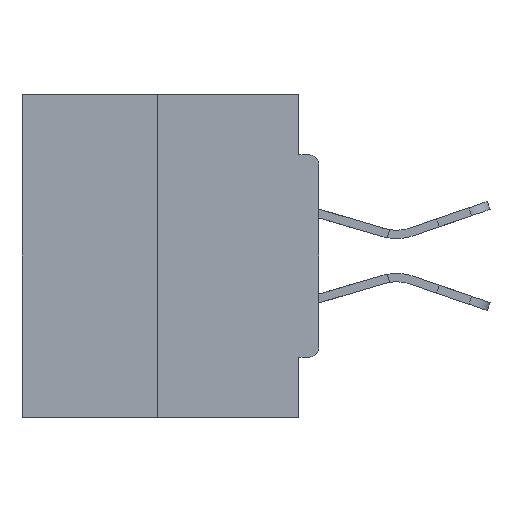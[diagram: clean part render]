
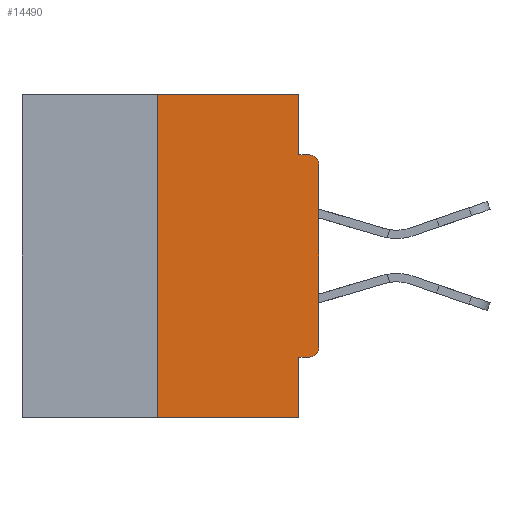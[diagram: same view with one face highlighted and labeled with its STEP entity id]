
A CAD part, left-side view. The second image highlights one B-rep face of the part: STEP entity #14490.
In plain terms, the highlighted planar face has unit normal (-1, 0, 0).
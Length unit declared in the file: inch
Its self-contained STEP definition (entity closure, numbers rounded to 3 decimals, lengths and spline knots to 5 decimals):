
#855 = VECTOR ( 'NONE', #25049, 39.37008 ) ;
#919 = ORIENTED_EDGE ( 'NONE', *, *, #21310, .T. ) ;
#1242 = EDGE_CURVE ( 'NONE', #28312, #33346, #22007, .T. ) ;
#1357 = VERTEX_POINT ( 'NONE', #25451 ) ;
#1676 = CIRCLE ( 'NONE', #8027, 0.015 ) ;
#2871 = LINE ( 'NONE', #14089, #19758 ) ;
#3375 = CARTESIAN_POINT ( 'NONE',  ( 0., 0., -0.1085 ) ) ;
#3541 = CARTESIAN_POINT ( 'NONE',  ( 0., 0.031, 0. ) ) ;
#3722 = ORIENTED_EDGE ( 'NONE', *, *, #1242, .F. ) ;
#3842 = ORIENTED_EDGE ( 'NONE', *, *, #27112, .F. ) ;
#5069 = EDGE_CURVE ( 'NONE', #29054, #12504, #25880, .T. ) ;
#5141 = VECTOR ( 'NONE', #18654, 39.37008 ) ;
#5381 = CARTESIAN_POINT ( 'NONE',  ( 0., 0.031, -0.0935 ) ) ;
#5595 = LINE ( 'NONE', #3541, #18371 ) ;
#5668 = ORIENTED_EDGE ( 'NONE', *, *, #14107, .T. ) ;
#6193 = DIRECTION ( 'NONE',  ( 0., 1., 0. ) ) ;
#6533 = VERTEX_POINT ( 'NONE', #20107 ) ;
#6596 = CARTESIAN_POINT ( 'NONE',  ( 0., 0.015, -0.3915 ) ) ;
#7424 = CARTESIAN_POINT ( 'NONE',  ( 0., 0.46, -0.5 ) ) ;
#8027 = AXIS2_PLACEMENT_3D ( 'NONE', #9676, #22420, #17472 ) ;
#9676 = CARTESIAN_POINT ( 'NONE',  ( 0., 0.015, -0.1085 ) ) ;
#10482 = CARTESIAN_POINT ( 'NONE',  ( 0., 0.46, 0. ) ) ;
#10497 = CARTESIAN_POINT ( 'NONE',  ( 0., 0.031, 0. ) ) ;
#11136 = CARTESIAN_POINT ( 'NONE',  ( 0., 0., -0.4065 ) ) ;
#11413 = ORIENTED_EDGE ( 'NONE', *, *, #5069, .F. ) ;
#11711 = VECTOR ( 'NONE', #6193, 39.37008 ) ;
#12148 = ORIENTED_EDGE ( 'NONE', *, *, #18451, .T. ) ;
#12504 = VERTEX_POINT ( 'NONE', #10497 ) ;
#12792 = ORIENTED_EDGE ( 'NONE', *, *, #18816, .F. ) ;
#12883 = CARTESIAN_POINT ( 'NONE',  ( 0., 0.25, 0. ) ) ;
#14089 = CARTESIAN_POINT ( 'NONE',  ( 0., 0., -0.0935 ) ) ;
#14107 = EDGE_CURVE ( 'NONE', #6533, #33346, #24439, .T. ) ;
#14490 = ADVANCED_FACE ( 'NONE', ( #20712 ), #15383, .F. ) ;
#14524 = DIRECTION ( 'NONE',  ( 1., 0., 0. ) ) ;
#14716 = DIRECTION ( 'NONE',  ( 0., 0., -1. ) ) ;
#14879 = CARTESIAN_POINT ( 'NONE',  ( 0., 0.25, 0. ) ) ;
#15383 = PLANE ( 'NONE',  #33470 ) ;
#15488 = CARTESIAN_POINT ( 'NONE',  ( 0., 0.015, -0.0935 ) ) ;
#15552 = VERTEX_POINT ( 'NONE', #26383 ) ;
#16387 = EDGE_CURVE ( 'NONE', #17916, #25270, #1676, .T. ) ;
#17472 = DIRECTION ( 'NONE',  ( 0., 0., -1. ) ) ;
#17916 = VERTEX_POINT ( 'NONE', #3375 ) ;
#18034 = CARTESIAN_POINT ( 'NONE',  ( 0., 0.031, -0.4065 ) ) ;
#18371 = VECTOR ( 'NONE', #24799, 39.37008 ) ;
#18451 = EDGE_CURVE ( 'NONE', #1357, #15552, #29880, .T. ) ;
#18654 = DIRECTION ( 'NONE',  ( 0., -1., 0. ) ) ;
#18816 = EDGE_CURVE ( 'NONE', #12504, #28403, #5595, .T. ) ;
#19758 = VECTOR ( 'NONE', #23069, 39.37008 ) ;
#20107 = CARTESIAN_POINT ( 'NONE',  ( 0., 0.25, -0.5 ) ) ;
#20712 = FACE_OUTER_BOUND ( 'NONE', #26847, .T. ) ;
#21310 = EDGE_CURVE ( 'NONE', #15552, #17916, #21824, .T. ) ;
#21824 = LINE ( 'NONE', #24698, #855 ) ;
#22007 = LINE ( 'NONE', #31808, #25693 ) ;
#22170 = AXIS2_PLACEMENT_3D ( 'NONE', #6596, #30445, #14716 ) ;
#22420 = DIRECTION ( 'NONE',  ( -1., 0., 0. ) ) ;
#22704 = ORIENTED_EDGE ( 'NONE', *, *, #16387, .T. ) ;
#22762 = ORIENTED_EDGE ( 'NONE', *, *, #30214, .F. ) ;
#23069 = DIRECTION ( 'NONE',  ( 0., -1., 0. ) ) ;
#23235 = DIRECTION ( 'NONE',  ( 0., -1., 0. ) ) ;
#23693 = DIRECTION ( 'NONE',  ( 0., 0., -1. ) ) ;
#24439 = LINE ( 'NONE', #7424, #5141 ) ;
#24698 = CARTESIAN_POINT ( 'NONE',  ( 0., 0., 0. ) ) ;
#24734 = VECTOR ( 'NONE', #28741, 39.37008 ) ;
#24799 = DIRECTION ( 'NONE',  ( 0., 0., -1. ) ) ;
#25049 = DIRECTION ( 'NONE',  ( 0., 0., 1. ) ) ;
#25270 = VERTEX_POINT ( 'NONE', #15488 ) ;
#25451 = CARTESIAN_POINT ( 'NONE',  ( 0., 0.015, -0.4065 ) ) ;
#25577 = CARTESIAN_POINT ( 'NONE',  ( 0., 0.031, -0.5 ) ) ;
#25693 = VECTOR ( 'NONE', #31579, 39.37008 ) ;
#25880 = LINE ( 'NONE', #10482, #30806 ) ;
#26338 = EDGE_CURVE ( 'NONE', #6533, #29054, #29642, .T. ) ;
#26383 = CARTESIAN_POINT ( 'NONE',  ( 0., 0., -0.3915 ) ) ;
#26847 = EDGE_LOOP ( 'NONE', ( #11413, #29034, #5668, #3722, #22762, #12148, #919, #22704, #3842, #12792 ) ) ;
#27112 = EDGE_CURVE ( 'NONE', #28403, #25270, #2871, .T. ) ;
#28312 = VERTEX_POINT ( 'NONE', #18034 ) ;
#28403 = VERTEX_POINT ( 'NONE', #5381 ) ;
#28741 = DIRECTION ( 'NONE',  ( 0., 0., 1. ) ) ;
#29034 = ORIENTED_EDGE ( 'NONE', *, *, #26338, .F. ) ;
#29054 = VERTEX_POINT ( 'NONE', #14879 ) ;
#29642 = LINE ( 'NONE', #12883, #24734 ) ;
#29880 = CIRCLE ( 'NONE', #22170, 0.015 ) ;
#30214 = EDGE_CURVE ( 'NONE', #1357, #28312, #33060, .T. ) ;
#30445 = DIRECTION ( 'NONE',  ( -1., 0., 0. ) ) ;
#30806 = VECTOR ( 'NONE', #23235, 39.37008 ) ;
#31579 = DIRECTION ( 'NONE',  ( 0., 0., -1. ) ) ;
#31808 = CARTESIAN_POINT ( 'NONE',  ( 0., 0.031, -0.5 ) ) ;
#33060 = LINE ( 'NONE', #11136, #11711 ) ;
#33346 = VERTEX_POINT ( 'NONE', #25577 ) ;
#33470 = AXIS2_PLACEMENT_3D ( 'NONE', #33777, #14524, #23693 ) ;
#33777 = CARTESIAN_POINT ( 'NONE',  ( 0., 0.46, 0. ) ) ;
